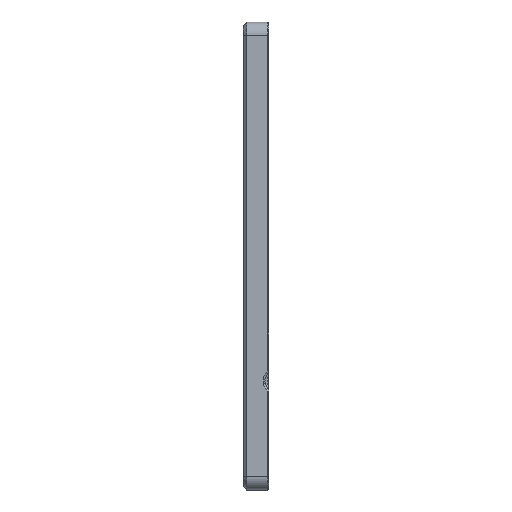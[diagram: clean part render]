
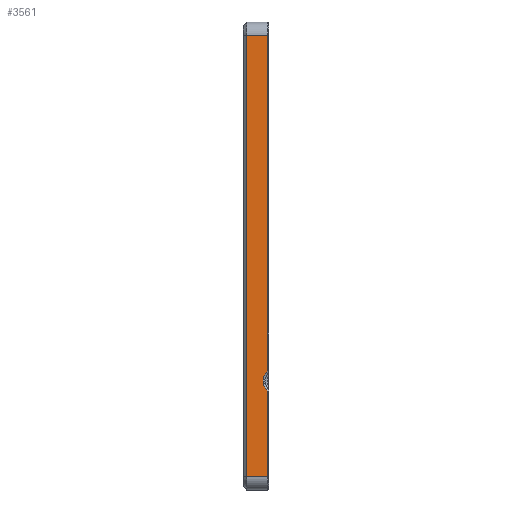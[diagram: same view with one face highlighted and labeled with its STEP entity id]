
A CAD part, left-side view. The second image highlights one B-rep face of the part: STEP entity #3561.
In plain terms, the highlighted planar face has unit normal (-1, 0, 0).
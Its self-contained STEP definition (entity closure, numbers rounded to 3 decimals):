
#135=CIRCLE('',#3846,4.);
#299=FACE_OUTER_BOUND('',#531,.T.);
#531=EDGE_LOOP('',(#2530,#2531,#2532,#2533,#2534,#2535));
#749=LINE('',#5308,#1119);
#823=LINE('',#5581,#1193);
#828=LINE('',#5600,#1198);
#829=LINE('',#5602,#1199);
#830=LINE('',#5603,#1200);
#1119=VECTOR('',#4182,10.);
#1193=VECTOR('',#4354,10.);
#1198=VECTOR('',#4375,10.);
#1199=VECTOR('',#4376,10.);
#1200=VECTOR('',#4377,10.);
#1502=VERTEX_POINT('',#5298);
#1504=VERTEX_POINT('',#5304);
#1626=VERTEX_POINT('',#5575);
#1627=VERTEX_POINT('',#5579);
#1630=VERTEX_POINT('',#5599);
#1631=VERTEX_POINT('',#5601);
#1835=EDGE_CURVE('',#1504,#1502,#749,.T.);
#1963=EDGE_CURVE('',#1627,#1626,#823,.T.);
#1971=EDGE_CURVE('',#1626,#1504,#135,.T.);
#1972=EDGE_CURVE('',#1627,#1630,#828,.T.);
#1973=EDGE_CURVE('',#1631,#1630,#829,.T.);
#1974=EDGE_CURVE('',#1502,#1631,#830,.T.);
#2530=ORIENTED_EDGE('',*,*,#1835,.F.);
#2531=ORIENTED_EDGE('',*,*,#1971,.F.);
#2532=ORIENTED_EDGE('',*,*,#1963,.F.);
#2533=ORIENTED_EDGE('',*,*,#1972,.T.);
#2534=ORIENTED_EDGE('',*,*,#1973,.F.);
#2535=ORIENTED_EDGE('',*,*,#1974,.F.);
#3437=PLANE('',#3845);
#3561=ADVANCED_FACE('',(#299),#3437,.T.);
#3845=AXIS2_PLACEMENT_3D('',#5597,#4371,#4372);
#3846=AXIS2_PLACEMENT_3D('',#5598,#4373,#4374);
#4182=DIRECTION('',(0.,0.,-1.));
#4354=DIRECTION('',(0.,0.,-1.));
#4371=DIRECTION('center_axis',(-1.,0.,0.));
#4372=DIRECTION('ref_axis',(0.,0.,1.));
#4373=DIRECTION('center_axis',(-1.,0.,0.));
#4374=DIRECTION('ref_axis',(0.,0.,-1.));
#4375=DIRECTION('',(0.,1.,0.));
#4376=DIRECTION('',(0.,0.,1.));
#4377=DIRECTION('',(0.,1.,0.));
#5298=CARTESIAN_POINT('',(-34.288,1.7,-16.));
#5304=CARTESIAN_POINT('',(-34.288,1.7,9.51));
#5308=CARTESIAN_POINT('',(-34.288,1.7,17.003));
#5575=CARTESIAN_POINT('',(-34.288,1.7,15.674));
#5579=CARTESIAN_POINT('',(-34.288,1.7,116.013));
#5581=CARTESIAN_POINT('',(-34.288,1.7,17.003));
#5597=CARTESIAN_POINT('Origin',(-34.288,1.5,-16.));
#5598=CARTESIAN_POINT('Origin',(-34.288,-0.85,12.592));
#5599=CARTESIAN_POINT('',(-34.288,8.,116.013));
#5600=CARTESIAN_POINT('',(-34.288,1.5,116.013));
#5601=CARTESIAN_POINT('',(-34.288,8.,-16.));
#5602=CARTESIAN_POINT('',(-34.288,8.,17.003));
#5603=CARTESIAN_POINT('',(-34.288,1.5,-16.));
